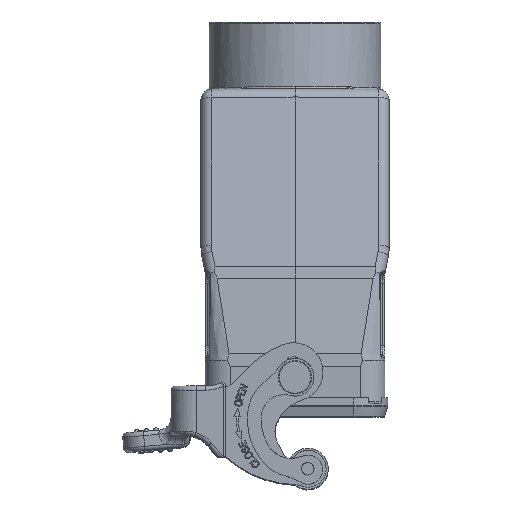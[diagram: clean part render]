
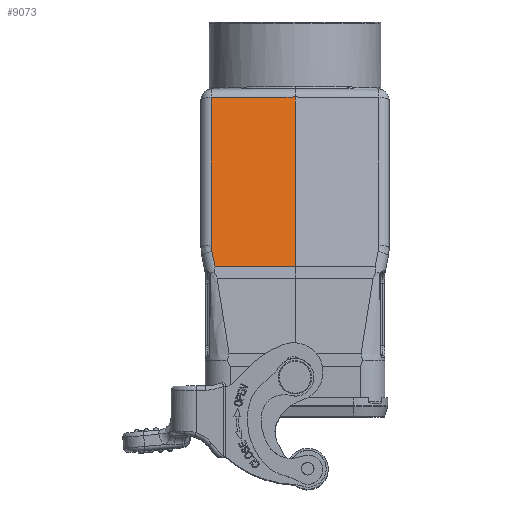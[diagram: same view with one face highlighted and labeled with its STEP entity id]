
A CAD part, top view. The second image highlights one B-rep face of the part: STEP entity #9073.
In plain terms, the highlighted planar face has unit normal (-0.009, 0.19, 0.982).
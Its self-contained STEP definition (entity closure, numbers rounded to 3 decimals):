
#1724=B_SPLINE_CURVE_WITH_KNOTS('',3,(#51995,#51996,#51997,#51998),
 .UNSPECIFIED.,.F.,.F.,(4,4),(0.,1.),.UNSPECIFIED.);
#7882=PLANE('',#33898);
#9073=ADVANCED_FACE('',(#11193),#7882,.T.);
#11193=FACE_OUTER_BOUND('',#12770,.T.);
#12770=EDGE_LOOP('',(#17637,#17638,#17639,#17640,#17641,#17642));
#17637=ORIENTED_EDGE('',*,*,#27084,.T.);
#17638=ORIENTED_EDGE('',*,*,#26805,.F.);
#17639=ORIENTED_EDGE('',*,*,#27085,.T.);
#17640=ORIENTED_EDGE('',*,*,#27086,.F.);
#17641=ORIENTED_EDGE('',*,*,#27087,.F.);
#17642=ORIENTED_EDGE('',*,*,#27088,.F.);
#23752=VERTEX_POINT('',#51138);
#23753=VERTEX_POINT('',#51142);
#23933=VERTEX_POINT('',#51986);
#23934=VERTEX_POINT('',#51994);
#23935=VERTEX_POINT('',#51999);
#23936=VERTEX_POINT('',#52001);
#26805=EDGE_CURVE('',#23752,#23753,#29984,.T.);
#27084=EDGE_CURVE('',#23933,#23753,#30187,.T.);
#27085=EDGE_CURVE('',#23752,#23934,#30188,.T.);
#27086=EDGE_CURVE('',#23935,#23934,#1724,.T.);
#27087=EDGE_CURVE('',#23936,#23935,#30189,.T.);
#27088=EDGE_CURVE('',#23933,#23936,#30190,.T.);
#29984=LINE('',#51141,#31712);
#30187=LINE('',#51991,#31918);
#30188=LINE('',#51993,#31919);
#30189=LINE('',#52000,#31920);
#30190=LINE('',#52002,#31921);
#31712=VECTOR('',#37303,1.);
#31918=VECTOR('',#37815,1.);
#31919=VECTOR('',#37818,1.);
#31920=VECTOR('',#37819,1.);
#31921=VECTOR('',#37820,1.);
#33898=AXIS2_PLACEMENT_3D('',#52003,#37821,#37822);
#37303=DIRECTION('',(1.,0.009,0.007));
#37815=DIRECTION('',(0.,0.982,-0.19));
#37818=DIRECTION('',(0.,-0.982,0.19));
#37819=DIRECTION('',(-0.193,0.963,-0.188));
#37820=DIRECTION('',(-1.,0.,-0.009));
#37821=DIRECTION('',(-0.009,0.19,0.982));
#37822=DIRECTION('',(0.,-0.982,0.19));
#51138=CARTESIAN_POINT('',(-20.022,19.215,36.497));
#51141=CARTESIAN_POINT('',(-20.022,19.215,36.497));
#51142=CARTESIAN_POINT('',(0.,19.39,36.641));
#51986=CARTESIAN_POINT('',(0.,-21.241,44.49));
#51991=CARTESIAN_POINT('',(0.,-21.241,44.49));
#51993=CARTESIAN_POINT('',(-20.022,19.215,36.497));
#51994=CARTESIAN_POINT('',(-20.022,-16.12,43.323));
#51995=CARTESIAN_POINT('',(-19.876,-17.591,43.609));
#51996=CARTESIAN_POINT('',(-19.973,-17.107,43.514));
#51997=CARTESIAN_POINT('',(-20.022,-16.614,43.419));
#51998=CARTESIAN_POINT('',(-20.022,-16.12,43.323));
#51999=CARTESIAN_POINT('',(-19.876,-17.591,43.609));
#52000=CARTESIAN_POINT('',(-19.146,-21.241,44.32));
#52001=CARTESIAN_POINT('',(-19.146,-21.241,44.32));
#52002=CARTESIAN_POINT('',(0.,-21.241,44.49));
#52003=CARTESIAN_POINT('',(-10.011,-0.942,40.48));
